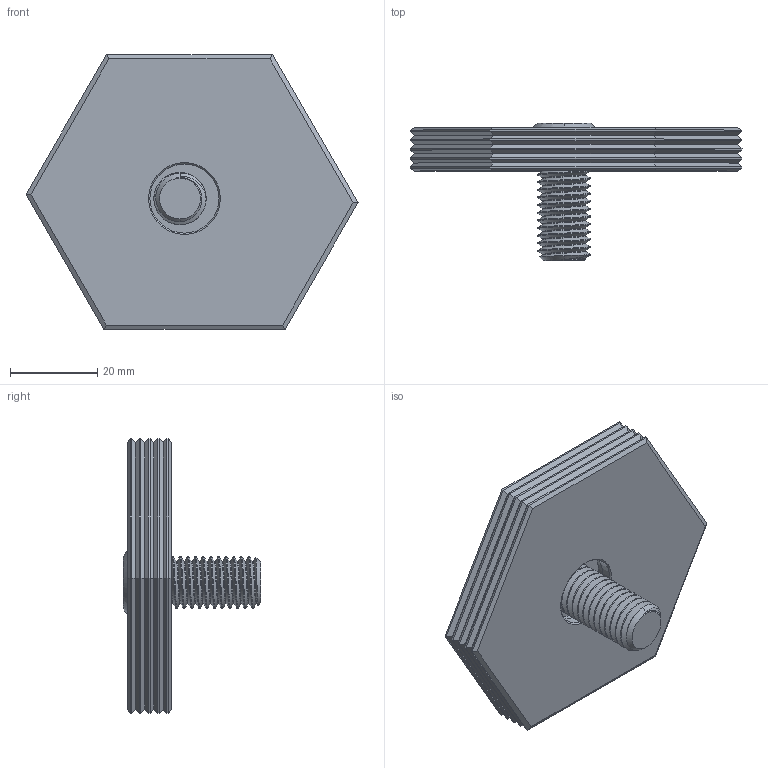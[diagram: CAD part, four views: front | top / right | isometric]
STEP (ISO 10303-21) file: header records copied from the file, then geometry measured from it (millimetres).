
FILE_DESCRIPTION (( 'STEP AP214' ), '1' );
FILE_NAME ('95145.STEP', '2023-07-05T20:44:21', ( '' ), ( '' ), 'SwSTEP 2.0', 'SolidWorks 2021', '' );
FILE_SCHEMA (( 'AUTOMOTIVE_DESIGN' ));
Length unit declared in the file: inch
Products named in the file (3): 50371_50371; 901451_901451; 95145
Assembly tree (2 placements, depth 2):
  95145
    901451_901451
    50371_50371
Bounding box: 76.21 x 31.6 x 63 mm (x, y, z)
Volume: 36848.2 mm3; surface area: 12525.1 mm2
Topology: 2 solids, 2 shells, 341 faces, 856 edges, 537 vertices
Faces by surface type: plane 192, bspline 69, cylinder 64, cone 14, sphere 2
Entity records: 15961 total; most frequent: CARTESIAN_POINT 8556, ORIENTED_EDGE 1712, DIRECTION 1175, EDGE_CURVE 856, LINE 557, VECTOR 557, VERTEX_POINT 537, EDGE_LOOP 361
